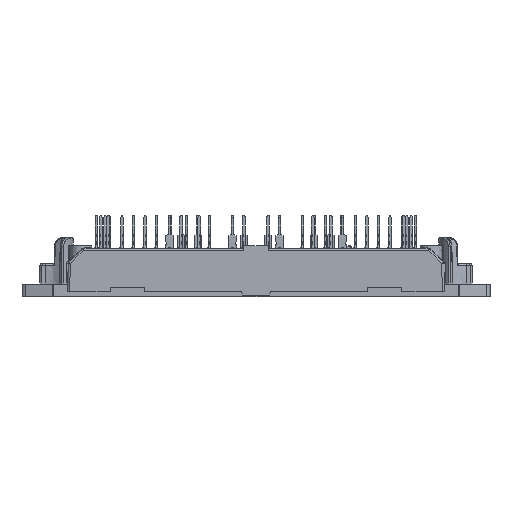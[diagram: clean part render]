
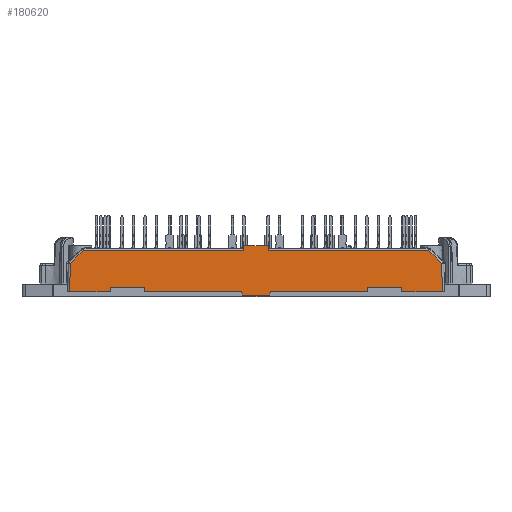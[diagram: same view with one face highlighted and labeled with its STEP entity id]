
A CAD part, front view. The second image highlights one B-rep face of the part: STEP entity #180620.
In plain terms, the highlighted planar face has unit normal (0, -1, 0.026).
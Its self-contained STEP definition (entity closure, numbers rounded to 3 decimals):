
#22726=ORIENTED_EDGE('',*,*,#59039,.F.);
#22727=ORIENTED_EDGE('',*,*,#59040,.T.);
#22728=ORIENTED_EDGE('',*,*,#59041,.F.);
#22729=ORIENTED_EDGE('',*,*,#59042,.T.);
#22730=ORIENTED_EDGE('',*,*,#59043,.T.);
#22731=ORIENTED_EDGE('',*,*,#57397,.F.);
#22732=ORIENTED_EDGE('',*,*,#57395,.T.);
#22733=ORIENTED_EDGE('',*,*,#58777,.F.);
#22734=ORIENTED_EDGE('',*,*,#57390,.T.);
#22735=ORIENTED_EDGE('',*,*,#58898,.T.);
#22736=ORIENTED_EDGE('',*,*,#57388,.T.);
#22737=ORIENTED_EDGE('',*,*,#57386,.T.);
#22738=ORIENTED_EDGE('',*,*,#59044,.T.);
#22739=ORIENTED_EDGE('',*,*,#59045,.F.);
#22740=ORIENTED_EDGE('',*,*,#59046,.T.);
#22741=ORIENTED_EDGE('',*,*,#59047,.T.);
#22742=ORIENTED_EDGE('',*,*,#59048,.T.);
#22743=ORIENTED_EDGE('',*,*,#57418,.F.);
#22744=ORIENTED_EDGE('',*,*,#57422,.T.);
#22745=ORIENTED_EDGE('',*,*,#57427,.F.);
#22746=ORIENTED_EDGE('',*,*,#57428,.F.);
#22747=ORIENTED_EDGE('',*,*,#57432,.T.);
#57386=EDGE_CURVE('',#75079,#75416,#88178,.T.);
#57388=EDGE_CURVE('',#75418,#75079,#88180,.T.);
#57390=EDGE_CURVE('',#75419,#75420,#88181,.F.);
#57395=EDGE_CURVE('',#75082,#75422,#88185,.F.);
#57397=EDGE_CURVE('',#75082,#75424,#88187,.T.);
#57418=EDGE_CURVE('',#75439,#75440,#88204,.F.);
#57422=EDGE_CURVE('',#75439,#75443,#88208,.T.);
#57427=EDGE_CURVE('',#75446,#75443,#88213,.F.);
#57428=EDGE_CURVE('',#75447,#75446,#88214,.T.);
#57432=EDGE_CURVE('',#75447,#75449,#88218,.F.);
#58777=EDGE_CURVE('',#75419,#75422,#88794,.T.);
#58898=EDGE_CURVE('',#75420,#75418,#88845,.T.);
#59039=EDGE_CURVE('',#76627,#75449,#88901,.F.);
#59040=EDGE_CURVE('',#76627,#76628,#88902,.F.);
#59041=EDGE_CURVE('',#76629,#76628,#88903,.F.);
#59042=EDGE_CURVE('',#76629,#76630,#88904,.F.);
#59043=EDGE_CURVE('',#76630,#75424,#88905,.F.);
#59044=EDGE_CURVE('',#75416,#76631,#88906,.F.);
#59045=EDGE_CURVE('',#76632,#76631,#88907,.F.);
#59046=EDGE_CURVE('',#76632,#76633,#88908,.F.);
#59047=EDGE_CURVE('',#76633,#76634,#88909,.F.);
#59048=EDGE_CURVE('',#76634,#75440,#88910,.F.);
#75079=VERTEX_POINT('',#250189);
#75082=VERTEX_POINT('',#250199);
#75416=VERTEX_POINT('',#254390);
#75418=VERTEX_POINT('',#254396);
#75419=VERTEX_POINT('',#254400);
#75420=VERTEX_POINT('',#254401);
#75422=VERTEX_POINT('',#254408);
#75424=VERTEX_POINT('',#254414);
#75439=VERTEX_POINT('',#254479);
#75440=VERTEX_POINT('',#254480);
#75443=VERTEX_POINT('',#254488);
#75446=VERTEX_POINT('',#254496);
#75447=VERTEX_POINT('',#254500);
#75449=VERTEX_POINT('',#254506);
#76627=VERTEX_POINT('',#259698);
#76628=VERTEX_POINT('',#259700);
#76629=VERTEX_POINT('',#259702);
#76630=VERTEX_POINT('',#259704);
#76631=VERTEX_POINT('',#259707);
#76632=VERTEX_POINT('',#259709);
#76633=VERTEX_POINT('',#259711);
#76634=VERTEX_POINT('',#259713);
#88178=LINE('',#254391,#101220);
#88180=LINE('',#254395,#101222);
#88181=LINE('',#254399,#101223);
#88185=LINE('',#254409,#101227);
#88187=LINE('',#254413,#101229);
#88204=LINE('',#254478,#101246);
#88208=LINE('',#254487,#101250);
#88213=LINE('',#254497,#101255);
#88214=LINE('',#254499,#101256);
#88218=LINE('',#254508,#101260);
#88794=LINE('',#258745,#101836);
#88845=LINE('',#259169,#101887);
#88901=LINE('',#259697,#101943);
#88902=LINE('',#259699,#101944);
#88903=LINE('',#259701,#101945);
#88904=LINE('',#259703,#101946);
#88905=LINE('',#259705,#101947);
#88906=LINE('',#259706,#101948);
#88907=LINE('',#259708,#101949);
#88908=LINE('',#259710,#101950);
#88909=LINE('',#259712,#101951);
#88910=LINE('',#259714,#101952);
#101220=VECTOR('',#209652,1000.);
#101222=VECTOR('',#209656,1000.);
#101223=VECTOR('',#209661,1000.);
#101227=VECTOR('',#209669,1000.);
#101229=VECTOR('',#209673,1000.);
#101246=VECTOR('',#209706,1000.);
#101250=VECTOR('',#209712,1000.);
#101255=VECTOR('',#209719,1000.);
#101256=VECTOR('',#209722,1000.);
#101260=VECTOR('',#209728,1000.);
#101836=VECTOR('',#211836,1000.);
#101887=VECTOR('',#211979,1000.);
#101943=VECTOR('',#212163,1000.);
#101944=VECTOR('',#212164,1000.);
#101945=VECTOR('',#212165,1000.);
#101946=VECTOR('',#212166,1000.);
#101947=VECTOR('',#212167,1000.);
#101948=VECTOR('',#212168,1000.);
#101949=VECTOR('',#212169,1000.);
#101950=VECTOR('',#212170,1000.);
#101951=VECTOR('',#212171,1000.);
#101952=VECTOR('',#212172,1000.);
#113172=EDGE_LOOP('',(#22726,#22727,#22728,#22729,#22730,#22731,#22732,
#22733,#22734,#22735,#22736,#22737,#22738,#22739,#22740,#22741,#22742,#22743,
#22744,#22745,#22746,#22747));
#120568=FACE_BOUND('',#113172,.T.);
#126527=PLANE('',#189972);
#180620=ADVANCED_FACE('',(#120568),#126527,.T.);
#189972=AXIS2_PLACEMENT_3D('',#259696,#212161,#212162);
#209652=DIRECTION('',(-0.707,-0.019,-0.707));
#209656=DIRECTION('',(-1.,0.,0.));
#209661=DIRECTION('',(1.,0.,0.));
#209669=DIRECTION('',(1.,0.,0.));
#209673=DIRECTION('',(0.707,-0.019,-0.707));
#209706=DIRECTION('',(1.,0.,0.));
#209712=DIRECTION('',(0.174,-0.026,-0.984));
#209719=DIRECTION('',(1.,0.,0.));
#209722=DIRECTION('',(-0.174,-0.026,-0.984));
#209728=DIRECTION('',(-1.,0.,0.));
#211836=DIRECTION('',(0.017,-0.026,-1.));
#211979=DIRECTION('',(-0.017,-0.026,-1.));
#212161=DIRECTION('',(0.,-1.,0.026));
#212162=DIRECTION('',(0.,-0.026,-1.));
#212163=DIRECTION('',(0.,0.026,1.));
#212164=DIRECTION('',(-1.,0.,0.));
#212165=DIRECTION('',(0.,-0.026,-1.));
#212166=DIRECTION('',(-1.,0.,0.));
#212167=DIRECTION('',(0.026,-0.026,-0.999));
#212168=DIRECTION('',(0.026,0.026,0.999));
#212169=DIRECTION('',(1.,0.,0.));
#212170=DIRECTION('',(0.,-0.026,-1.));
#212171=DIRECTION('',(-1.,0.,0.));
#212172=DIRECTION('',(0.,0.026,1.));
#250189=CARTESIAN_POINT('',(-40.443,-30.719,7.363));
#250199=CARTESIAN_POINT('',(40.443,-30.719,7.363));
#254390=CARTESIAN_POINT('',(-43.474,-30.798,4.332));
#254391=CARTESIAN_POINT('',(-23.298,-30.27,24.508));
#254395=CARTESIAN_POINT('',(0.,-30.719,7.363));
#254396=CARTESIAN_POINT('',(-2.845,-30.719,7.363));
#254399=CARTESIAN_POINT('',(0.,-30.689,8.5));
#254400=CARTESIAN_POINT('',(2.825,-30.689,8.5));
#254401=CARTESIAN_POINT('',(-2.825,-30.689,8.5));
#254408=CARTESIAN_POINT('',(2.845,-30.719,7.363));
#254409=CARTESIAN_POINT('',(0.,-30.719,7.363));
#254413=CARTESIAN_POINT('',(23.298,-30.27,24.508));
#254414=CARTESIAN_POINT('',(43.474,-30.798,4.332));
#254478=CARTESIAN_POINT('',(0.,-30.972,-2.3));
#254479=CARTESIAN_POINT('',(-3.359,-30.972,-2.3));
#254480=CARTESIAN_POINT('',(-26.147,-30.972,-2.3));
#254487=CARTESIAN_POINT('',(-3.861,-30.897,0.546));
#254488=CARTESIAN_POINT('',(-3.218,-30.993,-3.1));
#254496=CARTESIAN_POINT('',(3.218,-30.993,-3.1));
#254497=CARTESIAN_POINT('',(3.5,-30.993,-3.1));
#254499=CARTESIAN_POINT('',(3.861,-30.897,0.546));
#254500=CARTESIAN_POINT('',(3.359,-30.972,-2.3));
#254506=CARTESIAN_POINT('',(26.147,-30.972,-2.3));
#254508=CARTESIAN_POINT('',(0.,-30.972,-2.3));
#258745=CARTESIAN_POINT('',(2.849,-30.725,7.119));
#259169=CARTESIAN_POINT('',(-2.849,-30.725,7.119));
#259696=CARTESIAN_POINT('',(0.,-30.879,1.226));
#259697=CARTESIAN_POINT('',(26.147,-30.879,1.226));
#259698=CARTESIAN_POINT('',(26.147,-30.945,-1.3));
#259699=CARTESIAN_POINT('',(0.,-30.945,-1.3));
#259700=CARTESIAN_POINT('',(34.147,-30.945,-1.3));
#259701=CARTESIAN_POINT('',(34.147,-30.879,1.226));
#259702=CARTESIAN_POINT('',(34.147,-30.972,-2.3));
#259703=CARTESIAN_POINT('',(0.,-30.972,-2.3));
#259704=CARTESIAN_POINT('',(43.647,-30.972,-2.3));
#259705=CARTESIAN_POINT('',(43.525,-30.849,2.365));
#259706=CARTESIAN_POINT('',(-43.525,-30.849,2.365));
#259707=CARTESIAN_POINT('',(-43.647,-30.972,-2.3));
#259708=CARTESIAN_POINT('',(0.,-30.972,-2.3));
#259709=CARTESIAN_POINT('',(-34.147,-30.972,-2.3));
#259710=CARTESIAN_POINT('',(-34.147,-30.879,1.226));
#259711=CARTESIAN_POINT('',(-34.147,-30.945,-1.3));
#259712=CARTESIAN_POINT('',(0.,-30.945,-1.3));
#259713=CARTESIAN_POINT('',(-26.147,-30.945,-1.3));
#259714=CARTESIAN_POINT('',(-26.147,-30.879,1.226));
